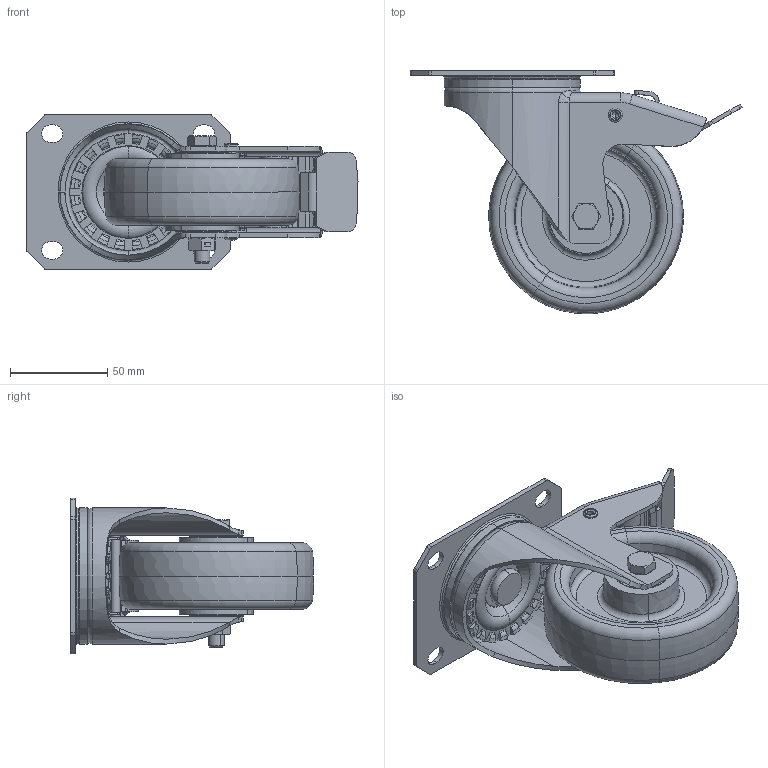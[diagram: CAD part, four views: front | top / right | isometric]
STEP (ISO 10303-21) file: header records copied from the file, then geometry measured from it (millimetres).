
FILE_DESCRIPTION (( 'STEP AP214' ), '1' );
FILE_NAME ('0056446.step', '2023-08-03T09:43:31', ( '' ), ( '' ), 'SwSTEP 2.0', 'SolidWorks 2020', '' );
FILE_SCHEMA (( 'AUTOMOTIVE_DESIGN' ));
Length unit declared in the file: millimetre
Products named in the file (1): 0056446
Bounding box: 170.63 x 124.94 x 80 mm (x, y, z)
Volume: 272572.5 mm3; surface area: 126104.7 mm2
Topology: 20 solids, 20 shells, 1106 faces, 2697 edges, 1649 vertices
Faces by surface type: plane 362, cylinder 291, torus 225, cone 142, bspline 84, sphere 2
Entity records: 54059 total; most frequent: CARTESIAN_POINT 16511, ORIENTED_EDGE 5388, DIRECTION 5091, EDGE_CURVE 2694, AXIS2_PLACEMENT_3D 2053, VERTEX_POINT 1649, EDGE_LOOP 1185, UNCERTAINTY_MEASURE_WITH_UNIT 1128
